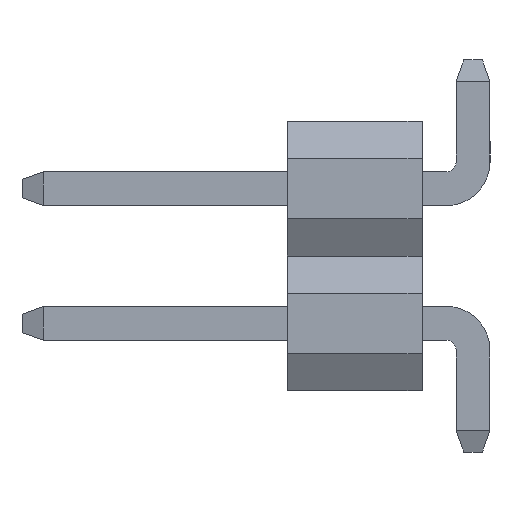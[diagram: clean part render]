
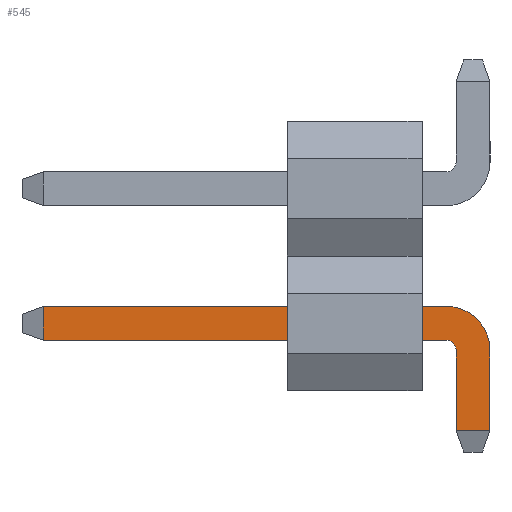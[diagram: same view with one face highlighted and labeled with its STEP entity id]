
A CAD part, left-side view. The second image highlights one B-rep face of the part: STEP entity #545.
In plain terms, the highlighted planar face has unit normal (-1, 0, 0).
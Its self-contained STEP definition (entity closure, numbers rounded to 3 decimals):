
#72=CIRCLE('',#589,0.82);
#73=CIRCLE('',#591,0.18);
#81=FACE_OUTER_BOUND('',#109,.T.);
#109=EDGE_LOOP('',(#373,#374,#375,#376,#377,#378,#379,#380));
#135=LINE('',#796,#195);
#137=LINE('',#801,#197);
#143=LINE('',#821,#203);
#144=LINE('',#823,#204);
#145=LINE('',#824,#205);
#146=LINE('',#825,#206);
#195=VECTOR('',#639,1000.);
#197=VECTOR('',#643,1000.);
#203=VECTOR('',#663,1000.);
#204=VECTOR('',#664,1000.);
#205=VECTOR('',#665,1000.);
#206=VECTOR('',#666,1000.);
#255=VERTEX_POINT('',#793);
#256=VERTEX_POINT('',#795);
#257=VERTEX_POINT('',#799);
#258=VERTEX_POINT('',#800);
#261=VERTEX_POINT('',#808);
#264=VERTEX_POINT('',#815);
#265=VERTEX_POINT('',#820);
#266=VERTEX_POINT('',#822);
#295=EDGE_CURVE('',#256,#255,#135,.T.);
#297=EDGE_CURVE('',#257,#258,#137,.T.);
#303=EDGE_CURVE('',#261,#256,#72,.T.);
#305=EDGE_CURVE('',#264,#257,#73,.T.);
#307=EDGE_CURVE('',#264,#265,#143,.T.);
#308=EDGE_CURVE('',#265,#266,#144,.T.);
#309=EDGE_CURVE('',#261,#266,#145,.T.);
#310=EDGE_CURVE('',#255,#258,#146,.T.);
#373=ORIENTED_EDGE('',*,*,#307,.T.);
#374=ORIENTED_EDGE('',*,*,#308,.T.);
#375=ORIENTED_EDGE('',*,*,#309,.F.);
#376=ORIENTED_EDGE('',*,*,#303,.T.);
#377=ORIENTED_EDGE('',*,*,#295,.T.);
#378=ORIENTED_EDGE('',*,*,#310,.T.);
#379=ORIENTED_EDGE('',*,*,#297,.F.);
#380=ORIENTED_EDGE('',*,*,#305,.F.);
#487=PLANE('',#593);
#545=ADVANCED_FACE('',(#81),#487,.F.);
#589=AXIS2_PLACEMENT_3D('',#812,#652,#653);
#591=AXIS2_PLACEMENT_3D('',#817,#657,#658);
#593=AXIS2_PLACEMENT_3D('',#819,#661,#662);
#639=DIRECTION('',(0.,1.,0.));
#643=DIRECTION('',(0.,1.,0.));
#652=DIRECTION('center_axis',(-1.,0.,0.));
#653=DIRECTION('ref_axis',(0.,0.,1.));
#657=DIRECTION('center_axis',(-1.,0.,0.));
#658=DIRECTION('ref_axis',(0.,0.,1.));
#661=DIRECTION('center_axis',(1.,0.,0.));
#662=DIRECTION('ref_axis',(0.,1.,0.));
#663=DIRECTION('',(0.,0.,-1.));
#664=DIRECTION('',(0.,-1.,0.));
#665=DIRECTION('',(0.,0.,-1.));
#666=DIRECTION('',(0.,0.,-1.));
#793=CARTESIAN_POINT('',(-0.32,2.74,2.744));
#795=CARTESIAN_POINT('',(-0.32,-4.86,2.744));
#796=CARTESIAN_POINT('',(-0.32,-4.86,2.744));
#799=CARTESIAN_POINT('',(-0.32,-4.86,2.104));
#800=CARTESIAN_POINT('',(-0.32,2.74,2.104));
#801=CARTESIAN_POINT('',(-0.32,-4.86,2.104));
#808=CARTESIAN_POINT('',(-0.32,-5.68,1.924));
#812=CARTESIAN_POINT('Origin',(-0.32,-4.86,1.924));
#815=CARTESIAN_POINT('',(-0.32,-5.04,1.924));
#817=CARTESIAN_POINT('Origin',(-0.32,-4.86,1.924));
#819=CARTESIAN_POINT('Origin',(-0.32,-5.04,1.924));
#820=CARTESIAN_POINT('',(-0.32,-5.04,0.4));
#821=CARTESIAN_POINT('',(-0.32,-5.04,1.924));
#822=CARTESIAN_POINT('',(-0.32,-5.68,0.4));
#823=CARTESIAN_POINT('',(-0.32,-5.68,0.4));
#824=CARTESIAN_POINT('',(-0.32,-5.68,1.924));
#825=CARTESIAN_POINT('',(-0.32,2.74,1.924));
